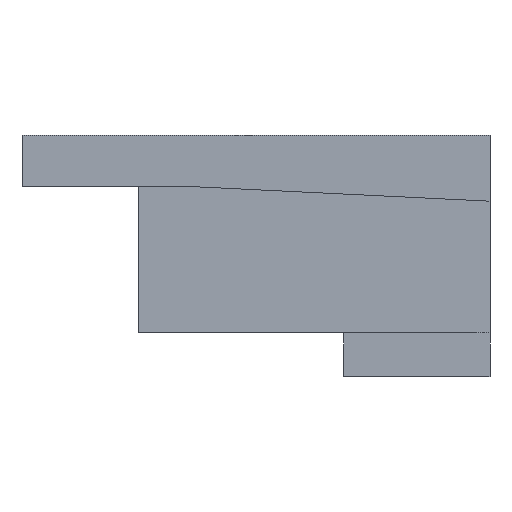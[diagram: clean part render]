
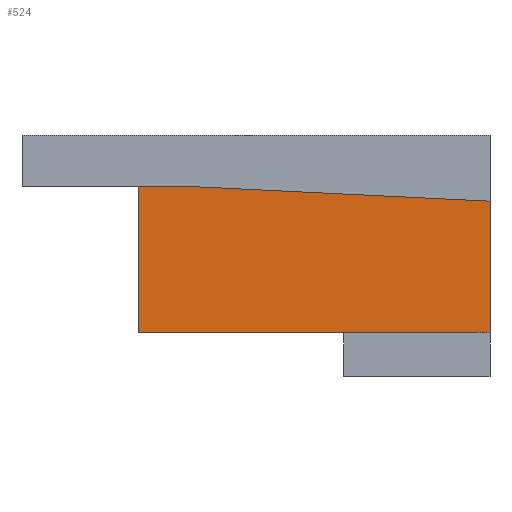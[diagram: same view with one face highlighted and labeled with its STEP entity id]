
A CAD part, left-side view. The second image highlights one B-rep face of the part: STEP entity #524.
In plain terms, the highlighted planar face has unit normal (-1, 0, 0).
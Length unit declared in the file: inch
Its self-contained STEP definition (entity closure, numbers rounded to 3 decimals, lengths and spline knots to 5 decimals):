
#23=FACE_OUTER_BOUND('',#50,.T.);
#50=EDGE_LOOP('',(#377,#378,#379,#380,#381));
#90=LINE('',#762,#163);
#102=LINE('',#790,#175);
#103=LINE('',#792,#176);
#104=LINE('',#794,#177);
#105=LINE('',#795,#178);
#163=VECTOR('',#613,0.3937);
#175=VECTOR('',#635,0.3937);
#176=VECTOR('',#636,0.3937);
#177=VECTOR('',#637,0.3937);
#178=VECTOR('',#638,0.3937);
#233=VERTEX_POINT('',#755);
#236=VERTEX_POINT('',#760);
#247=VERTEX_POINT('',#789);
#248=VERTEX_POINT('',#791);
#249=VERTEX_POINT('',#793);
#286=EDGE_CURVE('',#233,#236,#90,.T.);
#299=EDGE_CURVE('',#247,#233,#102,.T.);
#300=EDGE_CURVE('',#248,#236,#103,.T.);
#301=EDGE_CURVE('',#248,#249,#104,.T.);
#302=EDGE_CURVE('',#249,#247,#105,.T.);
#377=ORIENTED_EDGE('',*,*,#299,.T.);
#378=ORIENTED_EDGE('',*,*,#286,.T.);
#379=ORIENTED_EDGE('',*,*,#300,.F.);
#380=ORIENTED_EDGE('',*,*,#301,.T.);
#381=ORIENTED_EDGE('',*,*,#302,.T.);
#498=PLANE('',#566);
#524=ADVANCED_FACE('',(#23),#498,.T.);
#566=AXIS2_PLACEMENT_3D('',#788,#633,#634);
#613=DIRECTION('',(0.,0.999,0.049));
#633=DIRECTION('center_axis',(-1.,0.,0.));
#634=DIRECTION('ref_axis',(0.,0.,-1.));
#635=DIRECTION('',(0.,0.,1.));
#636=DIRECTION('',(0.,-1.,0.));
#637=DIRECTION('',(0.,0.,-1.));
#638=DIRECTION('',(0.,-1.,0.));
#755=CARTESIAN_POINT('',(-551.375,23.87495,-97.5));
#760=CARTESIAN_POINT('',(-551.375,34.12495,-97.));
#762=CARTESIAN_POINT('',(-551.375,30.87287,-97.15864));
#788=CARTESIAN_POINT('Origin',(-551.375,35.87495,-97.));
#789=CARTESIAN_POINT('',(-551.375,23.87495,-102.));
#790=CARTESIAN_POINT('',(-551.375,23.87495,-96.125));
#791=CARTESIAN_POINT('',(-551.375,35.87495,-97.));
#792=CARTESIAN_POINT('',(-551.375,35.87495,-97.));
#793=CARTESIAN_POINT('',(-551.375,35.87495,-102.));
#794=CARTESIAN_POINT('',(-551.375,35.87495,-98.25));
#795=CARTESIAN_POINT('',(-551.375,35.87495,-102.));
